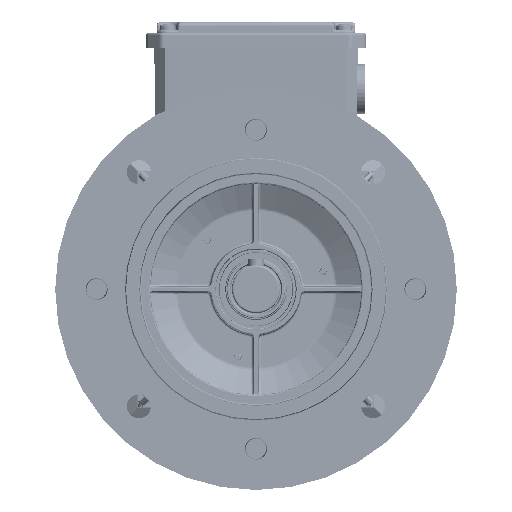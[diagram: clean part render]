
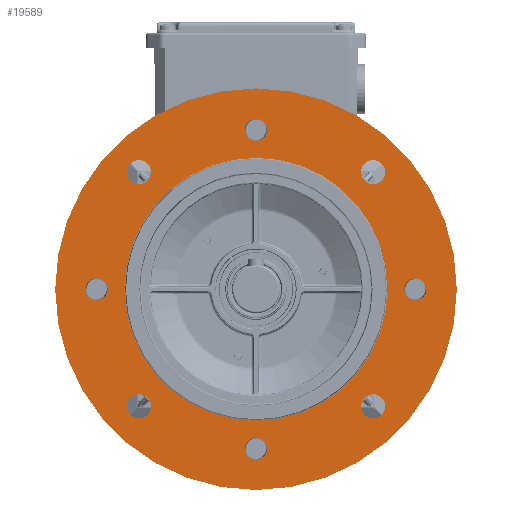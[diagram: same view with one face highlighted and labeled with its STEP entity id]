
A CAD part, left-side view. The second image highlights one B-rep face of the part: STEP entity #19589.
In plain terms, the highlighted planar face has unit normal (-1, 0, 0).
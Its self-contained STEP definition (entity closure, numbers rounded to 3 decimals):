
#12588=FACE_BOUND('',#30895,.T.);
#12589=FACE_BOUND('',#30896,.T.);
#12590=FACE_BOUND('',#30897,.T.);
#12591=FACE_BOUND('',#30898,.T.);
#12592=FACE_BOUND('',#30899,.T.);
#12593=FACE_BOUND('',#30900,.T.);
#12594=FACE_BOUND('',#30901,.T.);
#12595=FACE_BOUND('',#30902,.T.);
#12596=FACE_BOUND('',#30903,.T.);
#12597=FACE_BOUND('',#30904,.T.);
#14653=CIRCLE('',#99320,5.5);
#14655=CIRCLE('',#99323,5.5);
#14657=CIRCLE('',#99326,5.5);
#14659=CIRCLE('',#99329,5.5);
#14701=CIRCLE('',#99444,6.);
#14703=CIRCLE('',#99448,6.);
#14705=CIRCLE('',#99452,6.);
#14707=CIRCLE('',#99456,6.);
#14708=CIRCLE('',#99483,99.999);
#14711=CIRCLE('',#99489,65.4);
#19589=ADVANCED_FACE('',(#12588,#12589,#12590,#12591,#12592,#12593,#12594,
#12595,#12596,#12597),#21234,.F.);
#21234=PLANE('',#99494);
#30895=EDGE_LOOP('',(#53047));
#30896=EDGE_LOOP('',(#53048));
#30897=EDGE_LOOP('',(#53049));
#30898=EDGE_LOOP('',(#53050));
#30899=EDGE_LOOP('',(#53051));
#30900=EDGE_LOOP('',(#53052));
#30901=EDGE_LOOP('',(#53053));
#30902=EDGE_LOOP('',(#53054));
#30903=EDGE_LOOP('',(#53055));
#30904=EDGE_LOOP('',(#53056));
#53047=ORIENTED_EDGE('',*,*,#80484,.F.);
#53048=ORIENTED_EDGE('',*,*,#80480,.F.);
#53049=ORIENTED_EDGE('',*,*,#80523,.T.);
#53050=ORIENTED_EDGE('',*,*,#80293,.T.);
#53051=ORIENTED_EDGE('',*,*,#80295,.T.);
#53052=ORIENTED_EDGE('',*,*,#80297,.T.);
#53053=ORIENTED_EDGE('',*,*,#80299,.T.);
#53054=ORIENTED_EDGE('',*,*,#80478,.F.);
#53055=ORIENTED_EDGE('',*,*,#80482,.F.);
#53056=ORIENTED_EDGE('',*,*,#80526,.T.);
#65659=VERTEX_POINT('',#179385);
#65661=VERTEX_POINT('',#179390);
#65663=VERTEX_POINT('',#179395);
#65665=VERTEX_POINT('',#179400);
#65765=VERTEX_POINT('',#180134);
#65767=VERTEX_POINT('',#180140);
#65769=VERTEX_POINT('',#180146);
#65771=VERTEX_POINT('',#180152);
#65789=VERTEX_POINT('',#180253);
#65792=VERTEX_POINT('',#180262);
#80293=EDGE_CURVE('',#65659,#65659,#14653,.T.);
#80295=EDGE_CURVE('',#65661,#65661,#14655,.T.);
#80297=EDGE_CURVE('',#65663,#65663,#14657,.T.);
#80299=EDGE_CURVE('',#65665,#65665,#14659,.T.);
#80478=EDGE_CURVE('',#65765,#65765,#14701,.T.);
#80480=EDGE_CURVE('',#65767,#65767,#14703,.T.);
#80482=EDGE_CURVE('',#65769,#65769,#14705,.T.);
#80484=EDGE_CURVE('',#65771,#65771,#14707,.T.);
#80523=EDGE_CURVE('',#65789,#65789,#14708,.T.);
#80526=EDGE_CURVE('',#65792,#65792,#14711,.T.);
#99320=AXIS2_PLACEMENT_3D('',#179384,#117041,#117042);
#99323=AXIS2_PLACEMENT_3D('',#179389,#117047,#117048);
#99326=AXIS2_PLACEMENT_3D('',#179394,#117053,#117054);
#99329=AXIS2_PLACEMENT_3D('',#179399,#117059,#117060);
#99444=AXIS2_PLACEMENT_3D('',#180133,#117338,#117339);
#99448=AXIS2_PLACEMENT_3D('',#180139,#117346,#117347);
#99452=AXIS2_PLACEMENT_3D('',#180145,#117354,#117355);
#99456=AXIS2_PLACEMENT_3D('',#180151,#117362,#117363);
#99483=AXIS2_PLACEMENT_3D('',#180252,#117444,#117445);
#99489=AXIS2_PLACEMENT_3D('',#180261,#117456,#117457);
#99494=AXIS2_PLACEMENT_3D('',#180268,#117466,#117467);
#117041=DIRECTION('',(1.,0.,0.));
#117042=DIRECTION('',(0.,0.,-1.));
#117047=DIRECTION('',(1.,0.,0.));
#117048=DIRECTION('',(0.,0.,-1.));
#117053=DIRECTION('',(1.,0.,0.));
#117054=DIRECTION('',(0.,0.,-1.));
#117059=DIRECTION('',(1.,0.,0.));
#117060=DIRECTION('',(0.,0.,-1.));
#117338=DIRECTION('',(-1.,0.,0.));
#117339=DIRECTION('',(0.,0.,-1.));
#117346=DIRECTION('',(-1.,0.,0.));
#117347=DIRECTION('',(0.,0.,-1.));
#117354=DIRECTION('',(-1.,0.,0.));
#117355=DIRECTION('',(0.,0.,-1.));
#117362=DIRECTION('',(-1.,0.,0.));
#117363=DIRECTION('',(0.,0.,-1.));
#117444=DIRECTION('',(-1.,0.,0.));
#117445=DIRECTION('',(0.,0.,-1.));
#117456=DIRECTION('',(1.,0.,0.));
#117457=DIRECTION('',(0.,0.,-1.));
#117466=DIRECTION('',(1.,0.,0.));
#117467=DIRECTION('',(0.,0.,1.));
#179384=CARTESIAN_POINT('',(-27.,0.,79.39));
#179385=CARTESIAN_POINT('',(-27.,0.,73.89));
#179389=CARTESIAN_POINT('',(-27.,0.,-79.39));
#179390=CARTESIAN_POINT('',(-27.,0.,-84.89));
#179394=CARTESIAN_POINT('',(-27.,-79.39,0.));
#179395=CARTESIAN_POINT('',(-27.,-79.39,-5.5));
#179399=CARTESIAN_POINT('',(-27.,79.39,0.));
#179400=CARTESIAN_POINT('',(-27.,79.39,-5.5));
#180133=CARTESIAN_POINT('',(-27.,58.311,58.306));
#180134=CARTESIAN_POINT('',(-27.,58.311,52.306));
#180139=CARTESIAN_POINT('',(-27.,58.306,-58.311));
#180140=CARTESIAN_POINT('',(-27.,58.306,-64.311));
#180145=CARTESIAN_POINT('',(-27.,-58.311,-58.306));
#180146=CARTESIAN_POINT('',(-27.,-58.311,-64.306));
#180151=CARTESIAN_POINT('',(-27.,-58.306,58.311));
#180152=CARTESIAN_POINT('',(-27.,-58.306,52.311));
#180252=CARTESIAN_POINT('',(-27.,0.,0.));
#180253=CARTESIAN_POINT('',(-27.,0.,-99.999));
#180261=CARTESIAN_POINT('',(-27.,0.,0.));
#180262=CARTESIAN_POINT('',(-27.,0.,-65.4));
#180268=CARTESIAN_POINT('',(-27.,0.,0.));
